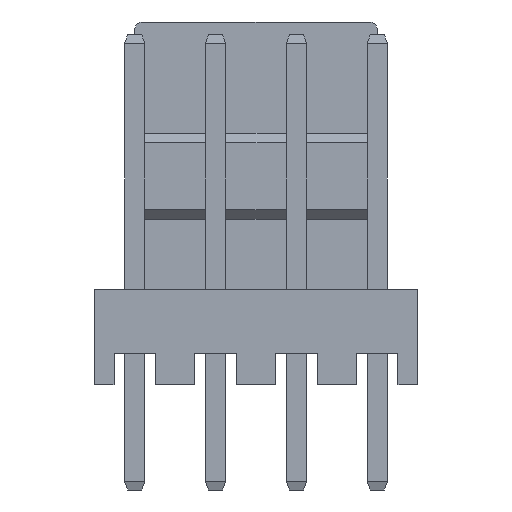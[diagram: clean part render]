
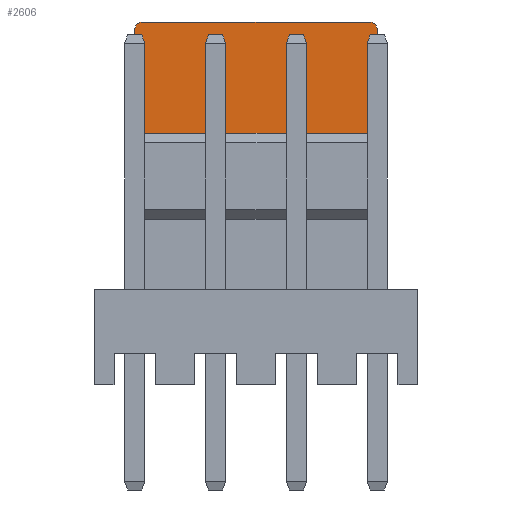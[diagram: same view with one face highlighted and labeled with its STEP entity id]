
A CAD part, front view. The second image highlights one B-rep face of the part: STEP entity #2606.
In plain terms, the highlighted planar face has unit normal (0, -1, 0).
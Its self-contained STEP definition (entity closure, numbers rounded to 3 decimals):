
#124 = DIRECTION ( 'NONE',  ( 1., 0., 0. ) ) ;
#138 = CARTESIAN_POINT ( 'NONE',  ( 7.37, 1.5, 11.15 ) ) ;
#239 = VECTOR ( 'NONE', #2722, 1000. ) ;
#332 = VERTEX_POINT ( 'NONE', #747 ) ;
#392 = AXIS2_PLACEMENT_3D ( 'NONE', #2416, #1156, #2681 ) ;
#438 = DIRECTION ( 'NONE',  ( 0., 0., -1. ) ) ;
#440 = CARTESIAN_POINT ( 'NONE',  ( 0., 1.5, 11.15 ) ) ;
#597 = CARTESIAN_POINT ( 'NONE',  ( 7.62, 1.5, 0. ) ) ;
#633 = PLANE ( 'NONE',  #1080 ) ;
#743 = ORIENTED_EDGE ( 'NONE', *, *, #2662, .F. ) ;
#747 = CARTESIAN_POINT ( 'NONE',  ( 7.37, 1.5, 11.4 ) ) ;
#978 = VERTEX_POINT ( 'NONE', #440 ) ;
#979 = LINE ( 'NONE', #3331, #1821 ) ;
#1006 = DIRECTION ( 'NONE',  ( 0., 0., 1. ) ) ;
#1080 = AXIS2_PLACEMENT_3D ( 'NONE', #3271, #2790, #438 ) ;
#1117 = CIRCLE ( 'NONE', #392, 0.25 ) ;
#1156 = DIRECTION ( 'NONE',  ( 0., 1., 0. ) ) ;
#1176 = EDGE_CURVE ( 'NONE', #978, #1346, #1117, .T. ) ;
#1196 = CARTESIAN_POINT ( 'NONE',  ( 0., 1.5, 7.9 ) ) ;
#1203 = DIRECTION ( 'NONE',  ( 0., 0., -1. ) ) ;
#1204 = CARTESIAN_POINT ( 'NONE',  ( 7.62, 1.5, 11.15 ) ) ;
#1236 = DIRECTION ( 'NONE',  ( 0., 1., 0. ) ) ;
#1299 = ORIENTED_EDGE ( 'NONE', *, *, #2192, .F. ) ;
#1346 = VERTEX_POINT ( 'NONE', #2154 ) ;
#1456 = FACE_OUTER_BOUND ( 'NONE', #1922, .T. ) ;
#1482 = EDGE_CURVE ( 'NONE', #1530, #1930, #2728, .T. ) ;
#1530 = VERTEX_POINT ( 'NONE', #1196 ) ;
#1631 = ORIENTED_EDGE ( 'NONE', *, *, #1825, .T. ) ;
#1760 = AXIS2_PLACEMENT_3D ( 'NONE', #138, #1236, #1203 ) ;
#1821 = VECTOR ( 'NONE', #124, 1000. ) ;
#1825 = EDGE_CURVE ( 'NONE', #1930, #2645, #1929, .T. ) ;
#1841 = EDGE_CURVE ( 'NONE', #1346, #332, #979, .T. ) ;
#1922 = EDGE_LOOP ( 'NONE', ( #1299, #2978, #3427, #743, #2765, #1631 ) ) ;
#1929 = LINE ( 'NONE', #597, #239 ) ;
#1930 = VERTEX_POINT ( 'NONE', #3066 ) ;
#2154 = CARTESIAN_POINT ( 'NONE',  ( 0.25, 1.5, 11.4 ) ) ;
#2190 = DIRECTION ( 'NONE',  ( 1., 0., 0. ) ) ;
#2192 = EDGE_CURVE ( 'NONE', #332, #2645, #2593, .T. ) ;
#2406 = VECTOR ( 'NONE', #1006, 1000. ) ;
#2416 = CARTESIAN_POINT ( 'NONE',  ( 0.25, 1.5, 11.15 ) ) ;
#2593 = CIRCLE ( 'NONE', #1760, 0.25 ) ;
#2606 = ADVANCED_FACE ( 'NONE', ( #1456 ), #633, .T. ) ;
#2645 = VERTEX_POINT ( 'NONE', #1204 ) ;
#2662 = EDGE_CURVE ( 'NONE', #1530, #978, #2840, .T. ) ;
#2681 = DIRECTION ( 'NONE',  ( 0., 0., 1. ) ) ;
#2722 = DIRECTION ( 'NONE',  ( 0., 0., 1. ) ) ;
#2728 = LINE ( 'NONE', #3317, #3279 ) ;
#2765 = ORIENTED_EDGE ( 'NONE', *, *, #1482, .T. ) ;
#2790 = DIRECTION ( 'NONE',  ( 0., -1., 0. ) ) ;
#2840 = LINE ( 'NONE', #3383, #2406 ) ;
#2978 = ORIENTED_EDGE ( 'NONE', *, *, #1841, .F. ) ;
#3066 = CARTESIAN_POINT ( 'NONE',  ( 7.62, 1.5, 7.9 ) ) ;
#3271 = CARTESIAN_POINT ( 'NONE',  ( 7.62, 1.5, 7.9 ) ) ;
#3279 = VECTOR ( 'NONE', #2190, 1000. ) ;
#3317 = CARTESIAN_POINT ( 'NONE',  ( 7.62, 1.5, 7.9 ) ) ;
#3331 = CARTESIAN_POINT ( 'NONE',  ( 7.62, 1.5, 11.4 ) ) ;
#3383 = CARTESIAN_POINT ( 'NONE',  ( 0., 1.5, 0. ) ) ;
#3427 = ORIENTED_EDGE ( 'NONE', *, *, #1176, .F. ) ;
